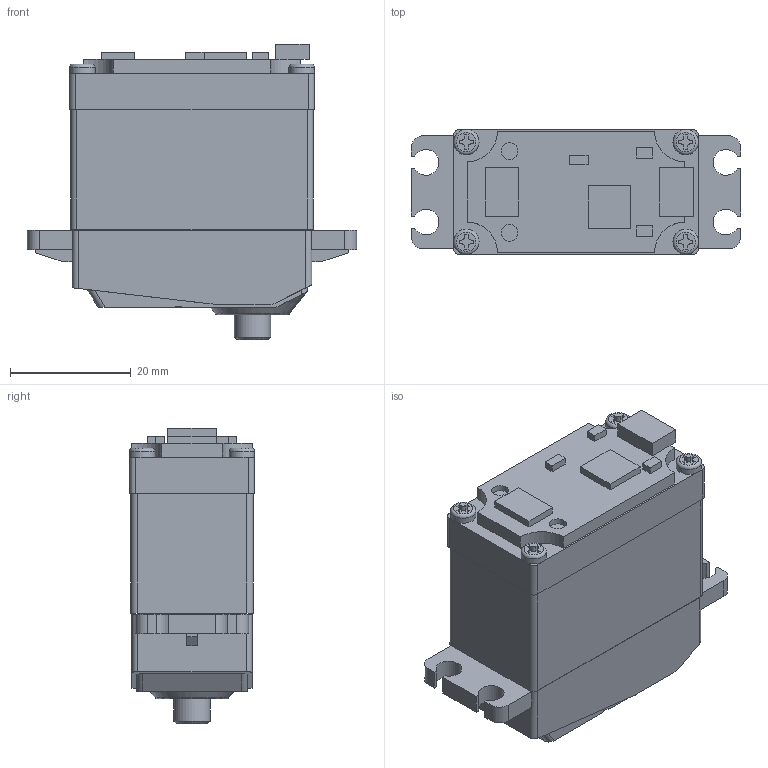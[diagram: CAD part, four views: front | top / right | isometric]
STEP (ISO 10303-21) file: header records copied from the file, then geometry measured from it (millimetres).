
FILE_DESCRIPTION(('FreeCAD Model'),'2;1');
FILE_NAME('Open CASCADE Shape Model','2023-10-29T14:58:44',(''),(''), 'Open CASCADE STEP processor 7.5','FreeCAD','Unknown');
FILE_SCHEMA(('AUTOMOTIVE_DESIGN { 1 0 10303 214 1 1 1 1 }'));
Length unit declared in the file: millimetre
Products named in the file (1): Servo1
Bounding box: 54.5 x 20.7 x 48.9 mm (x, y, z)
Volume: 33494.9 mm3; surface area: 7934.5 mm2
Topology: 1 solids, 1 shells, 248 faces, 667 edges, 439 vertices
Faces by surface type: plane 173, cylinder 68, torus 5, cone 2
Full cylindrical faces by diameter (mm): 2.8 x2, 3 x1, 4.2 x4, 6 x1
Entity records: 16765 total; most frequent: CARTESIAN_POINT 3275, DIRECTION 2569, LINE 1663, VECTOR 1663, ORIENTED_EDGE 1334, PCURVE 1334, DEFINITIONAL_REPRESENTATION 1334, EDGE_CURVE 667
